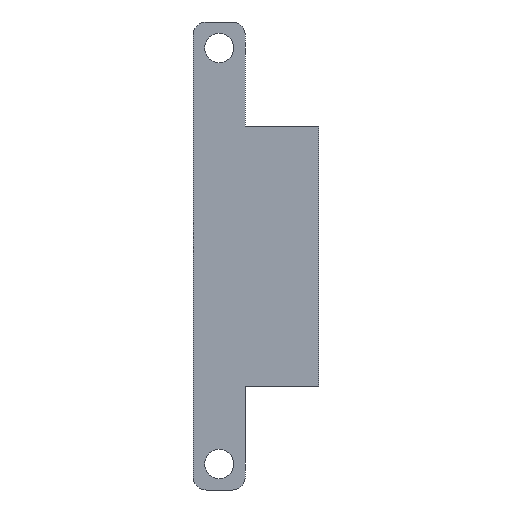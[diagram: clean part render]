
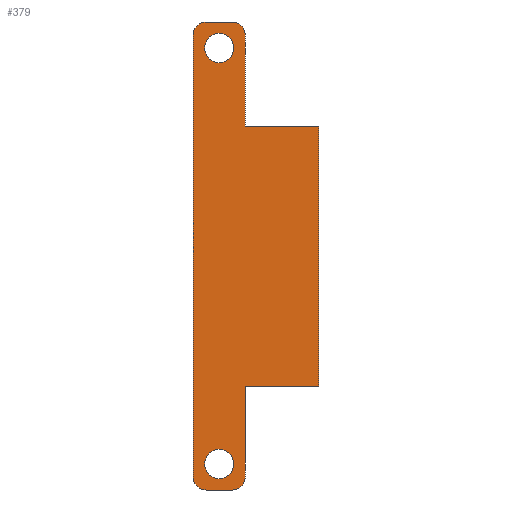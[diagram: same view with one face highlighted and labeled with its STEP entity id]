
A CAD part, front view. The second image highlights one B-rep face of the part: STEP entity #379.
In plain terms, the highlighted planar face has unit normal (0, -1, 0).
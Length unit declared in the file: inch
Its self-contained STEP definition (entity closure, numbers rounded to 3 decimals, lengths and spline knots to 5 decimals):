
#17=LINE('',#565,#45);
#21=LINE('',#573,#49);
#24=LINE('',#579,#52);
#27=LINE('',#585,#55);
#32=LINE('',#596,#60);
#35=LINE('',#610,#63);
#36=LINE('',#615,#64);
#37=LINE('',#618,#65);
#45=VECTOR('',#459,0.3937);
#49=VECTOR('',#465,0.3937);
#52=VECTOR('',#470,0.3937);
#55=VECTOR('',#475,0.3937);
#60=VECTOR('',#484,0.3937);
#63=VECTOR('',#497,0.3937);
#64=VECTOR('',#502,0.3937);
#65=VECTOR('',#505,0.3937);
#78=PLANE('',#417);
#89=FACE_BOUND('',#148,.T.);
#90=FACE_BOUND('',#149,.T.);
#119=FACE_OUTER_BOUND('',#147,.T.);
#147=EDGE_LOOP('',(#305,#306,#307,#308,#309,#310,#311,#312,#313,#314,#315,
#316));
#148=EDGE_LOOP('',(#317));
#149=EDGE_LOOP('',(#318));
#176=CIRCLE('',#416,0.125);
#177=CIRCLE('',#418,0.125);
#178=CIRCLE('',#419,0.125);
#179=CIRCLE('',#420,0.125);
#180=CIRCLE('',#421,0.14);
#181=CIRCLE('',#422,0.14);
#191=VERTEX_POINT('',#563);
#192=VERTEX_POINT('',#564);
#195=VERTEX_POINT('',#572);
#197=VERTEX_POINT('',#578);
#199=VERTEX_POINT('',#584);
#203=VERTEX_POINT('',#594);
#207=VERTEX_POINT('',#603);
#208=VERTEX_POINT('',#605);
#209=VERTEX_POINT('',#609);
#210=VERTEX_POINT('',#612);
#211=VERTEX_POINT('',#614);
#212=VERTEX_POINT('',#616);
#213=VERTEX_POINT('',#619);
#214=VERTEX_POINT('',#621);
#227=EDGE_CURVE('',#191,#192,#17,.T.);
#231=EDGE_CURVE('',#192,#195,#21,.T.);
#234=EDGE_CURVE('',#195,#197,#24,.T.);
#237=EDGE_CURVE('',#197,#199,#27,.T.);
#243=EDGE_CURVE('',#203,#191,#32,.T.);
#247=EDGE_CURVE('',#207,#208,#176,.T.);
#249=EDGE_CURVE('',#209,#207,#35,.T.);
#250=EDGE_CURVE('',#199,#209,#177,.T.);
#251=EDGE_CURVE('',#210,#203,#178,.T.);
#252=EDGE_CURVE('',#211,#210,#36,.T.);
#253=EDGE_CURVE('',#212,#211,#179,.T.);
#254=EDGE_CURVE('',#208,#212,#37,.T.);
#255=EDGE_CURVE('',#213,#213,#180,.T.);
#256=EDGE_CURVE('',#214,#214,#181,.T.);
#305=ORIENTED_EDGE('',*,*,#247,.F.);
#306=ORIENTED_EDGE('',*,*,#249,.F.);
#307=ORIENTED_EDGE('',*,*,#250,.F.);
#308=ORIENTED_EDGE('',*,*,#237,.F.);
#309=ORIENTED_EDGE('',*,*,#234,.F.);
#310=ORIENTED_EDGE('',*,*,#231,.F.);
#311=ORIENTED_EDGE('',*,*,#227,.F.);
#312=ORIENTED_EDGE('',*,*,#243,.F.);
#313=ORIENTED_EDGE('',*,*,#251,.F.);
#314=ORIENTED_EDGE('',*,*,#252,.F.);
#315=ORIENTED_EDGE('',*,*,#253,.F.);
#316=ORIENTED_EDGE('',*,*,#254,.F.);
#317=ORIENTED_EDGE('',*,*,#255,.T.);
#318=ORIENTED_EDGE('',*,*,#256,.T.);
#379=ADVANCED_FACE('',(#119,#89,#90),#78,.T.);
#416=AXIS2_PLACEMENT_3D('',#606,#492,#493);
#417=AXIS2_PLACEMENT_3D('',#608,#495,#496);
#418=AXIS2_PLACEMENT_3D('',#611,#498,#499);
#419=AXIS2_PLACEMENT_3D('',#613,#500,#501);
#420=AXIS2_PLACEMENT_3D('',#617,#503,#504);
#421=AXIS2_PLACEMENT_3D('',#620,#506,#507);
#422=AXIS2_PLACEMENT_3D('',#622,#508,#509);
#459=DIRECTION('',(1.,0.,0.));
#465=DIRECTION('',(0.,0.,-1.));
#470=DIRECTION('',(-1.,0.,0.));
#475=DIRECTION('',(0.,0.,-1.));
#484=DIRECTION('',(0.,0.,-1.));
#492=DIRECTION('center_axis',(0.,1.,0.));
#493=DIRECTION('ref_axis',(-0.707,0.,-0.707));
#495=DIRECTION('center_axis',(0.,-1.,0.));
#496=DIRECTION('ref_axis',(0.,0.,-1.));
#497=DIRECTION('',(-1.,0.,0.));
#498=DIRECTION('center_axis',(0.,1.,0.));
#499=DIRECTION('ref_axis',(0.707,0.,-0.707));
#500=DIRECTION('center_axis',(0.,1.,0.));
#501=DIRECTION('ref_axis',(0.707,0.,0.707));
#502=DIRECTION('',(1.,0.,0.));
#503=DIRECTION('center_axis',(0.,1.,0.));
#504=DIRECTION('ref_axis',(-0.707,0.,0.707));
#505=DIRECTION('',(0.,0.,1.));
#506=DIRECTION('center_axis',(0.,1.,0.));
#507=DIRECTION('ref_axis',(1.,0.,0.));
#508=DIRECTION('center_axis',(0.,1.,0.));
#509=DIRECTION('ref_axis',(1.,0.,0.));
#563=CARTESIAN_POINT('',(0.25,0.,1.25));
#564=CARTESIAN_POINT('',(0.9584,0.,1.25));
#565=CARTESIAN_POINT('',(0.7813,0.,1.25));
#572=CARTESIAN_POINT('',(0.9584,0.,-1.25));
#573=CARTESIAN_POINT('',(0.9584,0.,-0.625));
#578=CARTESIAN_POINT('',(0.25,0.,-1.25));
#579=CARTESIAN_POINT('',(0.4271,0.,-1.25));
#584=CARTESIAN_POINT('',(0.25,0.,-2.125));
#585=CARTESIAN_POINT('',(0.25,0.,2.25));
#594=CARTESIAN_POINT('',(0.25,0.,2.125));
#596=CARTESIAN_POINT('',(0.25,0.,2.25));
#603=CARTESIAN_POINT('',(-0.125,0.,-2.25));
#605=CARTESIAN_POINT('',(-0.25,0.,-2.125));
#606=CARTESIAN_POINT('Origin',(-0.125,0.,-2.125));
#608=CARTESIAN_POINT('Origin',(0.,0.,0.));
#609=CARTESIAN_POINT('',(0.125,0.,-2.25));
#610=CARTESIAN_POINT('',(0.25,0.,-2.25));
#611=CARTESIAN_POINT('Origin',(0.125,0.,-2.125));
#612=CARTESIAN_POINT('',(0.125,0.,2.25));
#613=CARTESIAN_POINT('Origin',(0.125,0.,2.125));
#614=CARTESIAN_POINT('',(-0.125,0.,2.25));
#615=CARTESIAN_POINT('',(-0.25,0.,2.25));
#616=CARTESIAN_POINT('',(-0.25,0.,2.125));
#617=CARTESIAN_POINT('Origin',(-0.125,0.,2.125));
#618=CARTESIAN_POINT('',(-0.25,0.,-2.25));
#619=CARTESIAN_POINT('',(-0.14,0.,2.));
#620=CARTESIAN_POINT('Origin',(0.,0.,2.));
#621=CARTESIAN_POINT('',(-0.14,0.,-2.));
#622=CARTESIAN_POINT('Origin',(0.,0.,-2.));
